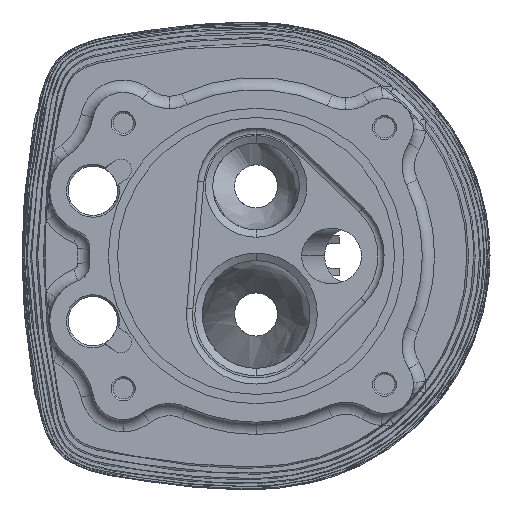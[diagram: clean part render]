
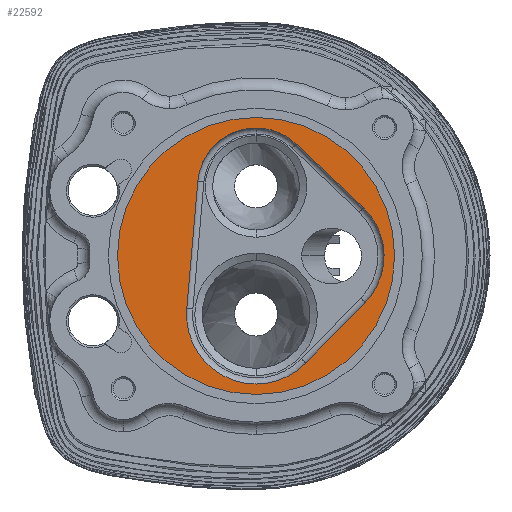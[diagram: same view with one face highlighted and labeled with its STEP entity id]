
A CAD part, front view. The second image highlights one B-rep face of the part: STEP entity #22592.
In plain terms, the highlighted planar face has unit normal (0, -1, 0).
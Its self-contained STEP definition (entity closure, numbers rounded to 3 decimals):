
#24 = VERTEX_POINT ( 'NONE', #6418 ) ;
#2079 = DIRECTION ( 'NONE',  ( 0., 0., 1. ) ) ;
#2086 = CARTESIAN_POINT ( 'NONE',  ( -9.464, -6., 12.122 ) ) ;
#2238 = CARTESIAN_POINT ( 'NONE',  ( -11.258, -6., -8.522 ) ) ;
#2901 = CARTESIAN_POINT ( 'NONE',  ( 10., -6., 0. ) ) ;
#2919 = DIRECTION ( 'NONE',  ( 0., 0., -1. ) ) ;
#3031 = DIRECTION ( 'NONE',  ( 0., -1., 0. ) ) ;
#3274 = CARTESIAN_POINT ( 'NONE',  ( 17.441, -6., 7.828 ) ) ;
#4244 = CIRCLE ( 'NONE', #26009, 22.5 ) ;
#5386 = AXIS2_PLACEMENT_3D ( 'NONE', #52127, #47565, #2079 ) ;
#5545 = EDGE_LOOP ( 'NONE', ( #25931, #24913, #35895, #52357, #34377, #50383, #41097 ) ) ;
#5704 = CIRCLE ( 'NONE', #22954, 22.5 ) ;
#6060 = AXIS2_PLACEMENT_3D ( 'NONE', #28574, #45744, #20613 ) ;
#6418 = CARTESIAN_POINT ( 'NONE',  ( 17.717, -6., -7.555 ) ) ;
#6978 = CARTESIAN_POINT ( 'NONE',  ( 0., -6., 22.5 ) ) ;
#7461 = DIRECTION ( 'NONE',  ( 0., 1., 0. ) ) ;
#8539 = CARTESIAN_POINT ( 'NONE',  ( -9.464, -6., 12.122 ) ) ;
#10481 = EDGE_LOOP ( 'NONE', ( #49203, #14289 ) ) ;
#11972 = LINE ( 'NONE', #3274, #20454 ) ;
#12490 = EDGE_CURVE ( 'NONE', #38694, #24, #32250, .T. ) ;
#13322 = DIRECTION ( 'NONE',  ( 0.087, 0., 0.996 ) ) ;
#13474 = CIRCLE ( 'NONE', #36492, 11.3 ) ;
#14289 = ORIENTED_EDGE ( 'NONE', *, *, #19658, .T. ) ;
#15365 = CARTESIAN_POINT ( 'NONE',  ( 0., -6., -22.5 ) ) ;
#17260 = CARTESIAN_POINT ( 'NONE',  ( 6.545, -6., 18.185 ) ) ;
#17399 = LINE ( 'NONE', #8539, #34974 ) ;
#17832 = CARTESIAN_POINT ( 'NONE',  ( 8.075, -6., -17.405 ) ) ;
#18661 = DIRECTION ( 'NONE',  ( 0., 0., 1. ) ) ;
#19144 = CARTESIAN_POINT ( 'NONE',  ( 0., -6., 0. ) ) ;
#19489 = PLANE ( 'NONE',  #51008 ) ;
#19658 = EDGE_CURVE ( 'NONE', #21711, #43718, #5704, .T. ) ;
#20454 = VECTOR ( 'NONE', #33169, 1000. ) ;
#20613 = DIRECTION ( 'NONE',  ( 0., 0., 1. ) ) ;
#21711 = VERTEX_POINT ( 'NONE', #6978 ) ;
#22592 = ADVANCED_FACE ( 'NONE', ( #32923, #47991 ), #19489, .T. ) ;
#22855 = CARTESIAN_POINT ( 'NONE',  ( 0., -6., -9.5 ) ) ;
#22954 = AXIS2_PLACEMENT_3D ( 'NONE', #45351, #37696, #45531 ) ;
#23754 = CARTESIAN_POINT ( 'NONE',  ( 0., -6., 0. ) ) ;
#24913 = ORIENTED_EDGE ( 'NONE', *, *, #52810, .T. ) ;
#25587 = AXIS2_PLACEMENT_3D ( 'NONE', #2901, #7461, #32254 ) ;
#25860 = CARTESIAN_POINT ( 'NONE',  ( 8.075, -6., -17.405 ) ) ;
#25931 = ORIENTED_EDGE ( 'NONE', *, *, #37667, .T. ) ;
#26009 = AXIS2_PLACEMENT_3D ( 'NONE', #23754, #52950, #2919 ) ;
#26751 = CARTESIAN_POINT ( 'NONE',  ( 17.441, -6., 7.828 ) ) ;
#28203 = VERTEX_POINT ( 'NONE', #31955 ) ;
#28574 = CARTESIAN_POINT ( 'NONE',  ( 0., -6., 11.3 ) ) ;
#30551 = VERTEX_POINT ( 'NONE', #2238 ) ;
#31526 = EDGE_CURVE ( 'NONE', #28203, #30551, #53012, .T. ) ;
#31955 = CARTESIAN_POINT ( 'NONE',  ( 0., -6., -20.8 ) ) ;
#32250 = CIRCLE ( 'NONE', #25587, 10.8 ) ;
#32254 = DIRECTION ( 'NONE',  ( 0., 0., 1. ) ) ;
#32367 = LINE ( 'NONE', #17832, #52020 ) ;
#32923 = FACE_OUTER_BOUND ( 'NONE', #10481, .T. ) ;
#33169 = DIRECTION ( 'NONE',  ( 0.725, 0., -0.689 ) ) ;
#34377 = ORIENTED_EDGE ( 'NONE', *, *, #51708, .T. ) ;
#34974 = VECTOR ( 'NONE', #13322, 1000. ) ;
#35180 = VERTEX_POINT ( 'NONE', #17260 ) ;
#35895 = ORIENTED_EDGE ( 'NONE', *, *, #31526, .T. ) ;
#36492 = AXIS2_PLACEMENT_3D ( 'NONE', #22855, #43243, #18661 ) ;
#37667 = EDGE_CURVE ( 'NONE', #24, #48358, #32367, .T. ) ;
#37696 = DIRECTION ( 'NONE',  ( 0., -1., 0. ) ) ;
#38694 = VERTEX_POINT ( 'NONE', #26751 ) ;
#39545 = EDGE_CURVE ( 'NONE', #30551, #39817, #17399, .T. ) ;
#39817 = VERTEX_POINT ( 'NONE', #2086 ) ;
#40099 = EDGE_CURVE ( 'NONE', #43718, #21711, #4244, .T. ) ;
#41097 = ORIENTED_EDGE ( 'NONE', *, *, #12490, .T. ) ;
#43243 = DIRECTION ( 'NONE',  ( 0., 1., 0. ) ) ;
#43718 = VERTEX_POINT ( 'NONE', #15365 ) ;
#44152 = CIRCLE ( 'NONE', #6060, 9.5 ) ;
#45351 = CARTESIAN_POINT ( 'NONE',  ( 0., -6., 0. ) ) ;
#45442 = EDGE_CURVE ( 'NONE', #35180, #38694, #11972, .T. ) ;
#45531 = DIRECTION ( 'NONE',  ( 0., 0., -1. ) ) ;
#45744 = DIRECTION ( 'NONE',  ( 0., 1., 0. ) ) ;
#47515 = DIRECTION ( 'NONE',  ( -0.7, 0., -0.715 ) ) ;
#47565 = DIRECTION ( 'NONE',  ( 0., 1., 0. ) ) ;
#47991 = FACE_BOUND ( 'NONE', #5545, .T. ) ;
#48358 = VERTEX_POINT ( 'NONE', #25860 ) ;
#49203 = ORIENTED_EDGE ( 'NONE', *, *, #40099, .T. ) ;
#50383 = ORIENTED_EDGE ( 'NONE', *, *, #45442, .T. ) ;
#51008 = AXIS2_PLACEMENT_3D ( 'NONE', #19144, #3031, #52878 ) ;
#51708 = EDGE_CURVE ( 'NONE', #39817, #35180, #44152, .T. ) ;
#52020 = VECTOR ( 'NONE', #47515, 1000. ) ;
#52127 = CARTESIAN_POINT ( 'NONE',  ( 0., -6., -9.5 ) ) ;
#52357 = ORIENTED_EDGE ( 'NONE', *, *, #39545, .T. ) ;
#52810 = EDGE_CURVE ( 'NONE', #48358, #28203, #13474, .T. ) ;
#52878 = DIRECTION ( 'NONE',  ( 0., 0., -1. ) ) ;
#52950 = DIRECTION ( 'NONE',  ( 0., -1., 0. ) ) ;
#53012 = CIRCLE ( 'NONE', #5386, 11.3 ) ;
